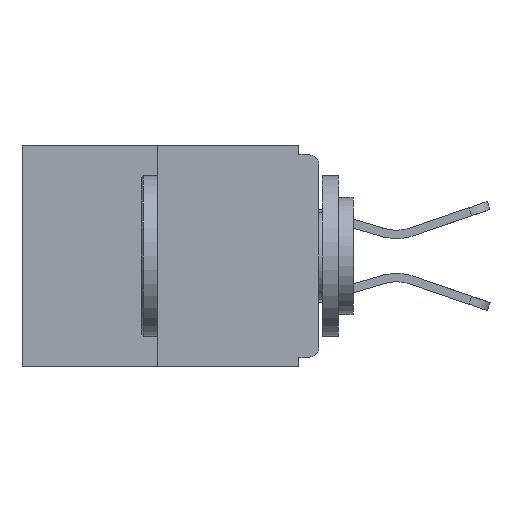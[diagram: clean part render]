
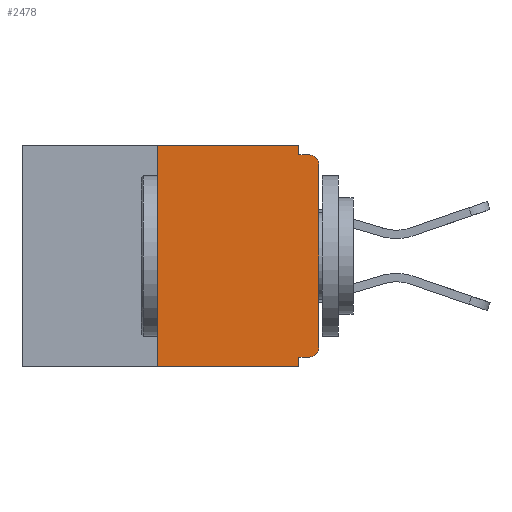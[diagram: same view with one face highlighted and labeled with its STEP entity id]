
A CAD part, left-side view. The second image highlights one B-rep face of the part: STEP entity #2478.
In plain terms, the highlighted planar face has unit normal (-1, 0, 0).
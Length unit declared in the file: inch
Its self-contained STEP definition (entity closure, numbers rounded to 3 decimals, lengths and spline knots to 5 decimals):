
#258 = VERTEX_POINT ( 'NONE', #18845 ) ;
#1035 = VECTOR ( 'NONE', #19204, 39.37008 ) ;
#1254 = DIRECTION ( 'NONE',  ( 0., 0., -1. ) ) ;
#1792 = LINE ( 'NONE', #10743, #3111 ) ;
#2047 = DIRECTION ( 'NONE',  ( 0., 0., -1. ) ) ;
#2320 = CARTESIAN_POINT ( 'NONE',  ( 0., 0.46, -0.343 ) ) ;
#2478 = ADVANCED_FACE ( 'NONE', ( #14069 ), #18978, .F. ) ;
#2949 = CARTESIAN_POINT ( 'NONE',  ( 0., 0.46, 0. ) ) ;
#3111 = VECTOR ( 'NONE', #14906, 39.37008 ) ;
#3132 = CIRCLE ( 'NONE', #18988, 0.015 ) ;
#3308 = VERTEX_POINT ( 'NONE', #14439 ) ;
#3696 = CARTESIAN_POINT ( 'NONE',  ( 0., 0.25, -0.343 ) ) ;
#3749 = VECTOR ( 'NONE', #19742, 39.37008 ) ;
#4766 = VECTOR ( 'NONE', #20734, 39.37008 ) ;
#4939 = ORIENTED_EDGE ( 'NONE', *, *, #22015, .F. ) ;
#5420 = CARTESIAN_POINT ( 'NONE',  ( 0., 0.015, -0.03 ) ) ;
#5945 = ORIENTED_EDGE ( 'NONE', *, *, #17785, .T. ) ;
#6394 = VECTOR ( 'NONE', #16562, 39.37008 ) ;
#6663 = LINE ( 'NONE', #25413, #1035 ) ;
#6880 = EDGE_CURVE ( 'NONE', #11403, #3308, #19775, .T. ) ;
#6973 = VERTEX_POINT ( 'NONE', #10533 ) ;
#7355 = CIRCLE ( 'NONE', #8280, 0.015 ) ;
#7400 = VERTEX_POINT ( 'NONE', #16661 ) ;
#7963 = CARTESIAN_POINT ( 'NONE',  ( 0., 0., -0.015 ) ) ;
#8109 = VERTEX_POINT ( 'NONE', #23351 ) ;
#8280 = AXIS2_PLACEMENT_3D ( 'NONE', #24670, #22856, #12247 ) ;
#8388 = EDGE_CURVE ( 'NONE', #3308, #23991, #10951, .T. ) ;
#9500 = VERTEX_POINT ( 'NONE', #14657 ) ;
#9542 = VECTOR ( 'NONE', #20967, 39.37008 ) ;
#9721 = CARTESIAN_POINT ( 'NONE',  ( 0., 0.031, 0. ) ) ;
#10011 = CARTESIAN_POINT ( 'NONE',  ( 0., 0.031, 0. ) ) ;
#10325 = LINE ( 'NONE', #18587, #4766 ) ;
#10533 = CARTESIAN_POINT ( 'NONE',  ( 0., 0.031, -0.343 ) ) ;
#10743 = CARTESIAN_POINT ( 'NONE',  ( 0., 0.25, 0. ) ) ;
#10951 = LINE ( 'NONE', #7963, #6394 ) ;
#11403 = VERTEX_POINT ( 'NONE', #10011 ) ;
#12132 = EDGE_CURVE ( 'NONE', #258, #8109, #6663, .T. ) ;
#12247 = DIRECTION ( 'NONE',  ( 0., 0., -1. ) ) ;
#12378 = ORIENTED_EDGE ( 'NONE', *, *, #15777, .T. ) ;
#12531 = DIRECTION ( 'NONE',  ( 0., 1., 0. ) ) ;
#13414 = LINE ( 'NONE', #2320, #9542 ) ;
#13525 = AXIS2_PLACEMENT_3D ( 'NONE', #22780, #26999, #2047 ) ;
#13624 = VECTOR ( 'NONE', #26413, 39.37008 ) ;
#13866 = EDGE_CURVE ( 'NONE', #23673, #7400, #22770, .T. ) ;
#13878 = EDGE_LOOP ( 'NONE', ( #23419, #26890, #5945, #4939, #25307, #25417, #20200, #12378, #19529, #24146 ) ) ;
#14069 = FACE_OUTER_BOUND ( 'NONE', #13878, .T. ) ;
#14439 = CARTESIAN_POINT ( 'NONE',  ( 0., 0.031, -0.015 ) ) ;
#14657 = CARTESIAN_POINT ( 'NONE',  ( 0., 0.25, 0. ) ) ;
#14906 = DIRECTION ( 'NONE',  ( 0., 0., 1. ) ) ;
#15777 = EDGE_CURVE ( 'NONE', #8109, #23991, #3132, .T. ) ;
#16562 = DIRECTION ( 'NONE',  ( 0., -1., 0. ) ) ;
#16661 = CARTESIAN_POINT ( 'NONE',  ( 0., 0.031, -0.328 ) ) ;
#17266 = CARTESIAN_POINT ( 'NONE',  ( 0., 0.015, -0.015 ) ) ;
#17785 = EDGE_CURVE ( 'NONE', #18412, #6973, #13414, .T. ) ;
#18412 = VERTEX_POINT ( 'NONE', #3696 ) ;
#18587 = CARTESIAN_POINT ( 'NONE',  ( 0., 0.031, -0.343 ) ) ;
#18845 = CARTESIAN_POINT ( 'NONE',  ( 0., 0., -0.313 ) ) ;
#18978 = PLANE ( 'NONE',  #13525 ) ;
#18988 = AXIS2_PLACEMENT_3D ( 'NONE', #5420, #19902, #1254 ) ;
#19204 = DIRECTION ( 'NONE',  ( 0., 0., 1. ) ) ;
#19529 = ORIENTED_EDGE ( 'NONE', *, *, #8388, .F. ) ;
#19742 = DIRECTION ( 'NONE',  ( 0., -1., 0. ) ) ;
#19775 = LINE ( 'NONE', #9721, #13624 ) ;
#19902 = DIRECTION ( 'NONE',  ( -1., 0., 0. ) ) ;
#20200 = ORIENTED_EDGE ( 'NONE', *, *, #12132, .T. ) ;
#20734 = DIRECTION ( 'NONE',  ( 0., 0., -1. ) ) ;
#20948 = CARTESIAN_POINT ( 'NONE',  ( 0., 0., -0.328 ) ) ;
#20967 = DIRECTION ( 'NONE',  ( 0., -1., 0. ) ) ;
#22015 = EDGE_CURVE ( 'NONE', #7400, #6973, #10325, .T. ) ;
#22770 = LINE ( 'NONE', #20948, #24723 ) ;
#22780 = CARTESIAN_POINT ( 'NONE',  ( 0., 0.46, 0. ) ) ;
#22856 = DIRECTION ( 'NONE',  ( -1., 0., 0. ) ) ;
#23351 = CARTESIAN_POINT ( 'NONE',  ( 0., 0., -0.03 ) ) ;
#23419 = ORIENTED_EDGE ( 'NONE', *, *, #25245, .F. ) ;
#23584 = LINE ( 'NONE', #2949, #3749 ) ;
#23673 = VERTEX_POINT ( 'NONE', #26359 ) ;
#23991 = VERTEX_POINT ( 'NONE', #17266 ) ;
#24146 = ORIENTED_EDGE ( 'NONE', *, *, #6880, .F. ) ;
#24670 = CARTESIAN_POINT ( 'NONE',  ( 0., 0.015, -0.313 ) ) ;
#24723 = VECTOR ( 'NONE', #12531, 39.37008 ) ;
#24997 = EDGE_CURVE ( 'NONE', #18412, #9500, #1792, .T. ) ;
#25245 = EDGE_CURVE ( 'NONE', #9500, #11403, #23584, .T. ) ;
#25307 = ORIENTED_EDGE ( 'NONE', *, *, #13866, .F. ) ;
#25413 = CARTESIAN_POINT ( 'NONE',  ( 0., 0., 0. ) ) ;
#25417 = ORIENTED_EDGE ( 'NONE', *, *, #25589, .T. ) ;
#25589 = EDGE_CURVE ( 'NONE', #23673, #258, #7355, .T. ) ;
#26359 = CARTESIAN_POINT ( 'NONE',  ( 0., 0.015, -0.328 ) ) ;
#26413 = DIRECTION ( 'NONE',  ( 0., 0., -1. ) ) ;
#26890 = ORIENTED_EDGE ( 'NONE', *, *, #24997, .F. ) ;
#26999 = DIRECTION ( 'NONE',  ( 1., 0., 0. ) ) ;
